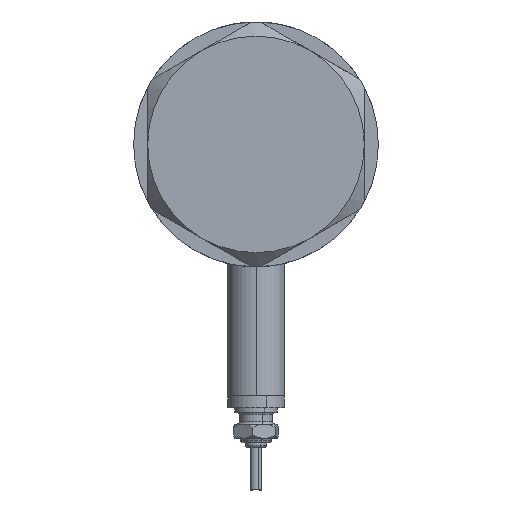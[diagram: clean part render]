
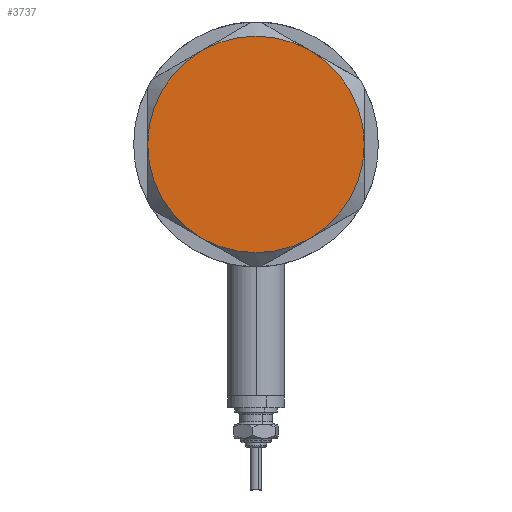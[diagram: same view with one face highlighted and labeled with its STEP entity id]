
A CAD part, left-side view. The second image highlights one B-rep face of the part: STEP entity #3737.
In plain terms, the highlighted face is planar.
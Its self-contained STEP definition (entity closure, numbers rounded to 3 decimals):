
#222 = CIRCLE ( 'NONE', #2054, 23. ) ;
#390 = ORIENTED_EDGE ( 'NONE', *, *, #2309, .T. ) ;
#446 = EDGE_CURVE ( 'NONE', #5275, #2289, #4391, .T. ) ;
#603 = DIRECTION ( 'NONE',  ( 0., 0., 1. ) ) ;
#783 = DIRECTION ( 'NONE',  ( 1., 0., 0. ) ) ;
#932 = DIRECTION ( 'NONE',  ( 1., 0., 0. ) ) ;
#1105 = VERTEX_POINT ( 'NONE', #1119 ) ;
#1119 = CARTESIAN_POINT ( 'NONE',  ( -11.5, 19.919, 9. ) ) ;
#1132 = CIRCLE ( 'NONE', #5524, 23. ) ;
#1203 = EDGE_LOOP ( 'NONE', ( #3985, #5233, #3791, #4630, #4785, #390 ) ) ;
#1246 = CARTESIAN_POINT ( 'NONE',  ( 23., 0., 9. ) ) ;
#1256 = FACE_OUTER_BOUND ( 'NONE', #1203, .T. ) ;
#1569 = CARTESIAN_POINT ( 'NONE',  ( -23., 0., 9. ) ) ;
#1622 = DIRECTION ( 'NONE',  ( 0., 0., 1. ) ) ;
#1802 = PLANE ( 'NONE',  #5437 ) ;
#2054 = AXIS2_PLACEMENT_3D ( 'NONE', #5175, #5202, #4794 ) ;
#2077 = DIRECTION ( 'NONE',  ( 1., 0., 0. ) ) ;
#2133 = DIRECTION ( 'NONE',  ( 1., 0., 0. ) ) ;
#2157 = VERTEX_POINT ( 'NONE', #1569 ) ;
#2289 = VERTEX_POINT ( 'NONE', #1246 ) ;
#2309 = EDGE_CURVE ( 'NONE', #2931, #5275, #1132, .T. ) ;
#2340 = CARTESIAN_POINT ( 'NONE',  ( 0., 0., 9. ) ) ;
#2500 = CIRCLE ( 'NONE', #6081, 23. ) ;
#2762 = VERTEX_POINT ( 'NONE', #5245 ) ;
#2813 = DIRECTION ( 'NONE',  ( 1., 0., 0. ) ) ;
#2843 = EDGE_CURVE ( 'NONE', #2762, #1105, #4420, .T. ) ;
#2849 = AXIS2_PLACEMENT_3D ( 'NONE', #4608, #1622, #2133 ) ;
#2928 = DIRECTION ( 'NONE',  ( 0., 0., 1. ) ) ;
#2931 = VERTEX_POINT ( 'NONE', #2952 ) ;
#2952 = CARTESIAN_POINT ( 'NONE',  ( -11.5, -19.919, 9. ) ) ;
#3213 = CARTESIAN_POINT ( 'NONE',  ( 0., 0., 9. ) ) ;
#3215 = AXIS2_PLACEMENT_3D ( 'NONE', #6237, #2928, #2813 ) ;
#3286 = DIRECTION ( 'NONE',  ( 0., 0., 1. ) ) ;
#3303 = EDGE_CURVE ( 'NONE', #1105, #2157, #222, .T. ) ;
#3698 = AXIS2_PLACEMENT_3D ( 'NONE', #5663, #3286, #5273 ) ;
#3737 = ADVANCED_FACE ( 'NONE', ( #1256 ), #1802, .T. ) ;
#3787 = DIRECTION ( 'NONE',  ( 0., 0., 1. ) ) ;
#3791 = ORIENTED_EDGE ( 'NONE', *, *, #2843, .T. ) ;
#3820 = DIRECTION ( 'NONE',  ( 0., 0., 1. ) ) ;
#3985 = ORIENTED_EDGE ( 'NONE', *, *, #446, .T. ) ;
#4391 = CIRCLE ( 'NONE', #2849, 23. ) ;
#4420 = CIRCLE ( 'NONE', #3698, 23. ) ;
#4608 = CARTESIAN_POINT ( 'NONE',  ( 0., 0., 9. ) ) ;
#4630 = ORIENTED_EDGE ( 'NONE', *, *, #3303, .T. ) ;
#4785 = ORIENTED_EDGE ( 'NONE', *, *, #5811, .T. ) ;
#4794 = DIRECTION ( 'NONE',  ( 1., 0., 0. ) ) ;
#5014 = CARTESIAN_POINT ( 'NONE',  ( 11.5, -19.919, 9. ) ) ;
#5175 = CARTESIAN_POINT ( 'NONE',  ( 0., 0., 9. ) ) ;
#5202 = DIRECTION ( 'NONE',  ( 0., 0., 1. ) ) ;
#5233 = ORIENTED_EDGE ( 'NONE', *, *, #6239, .T. ) ;
#5245 = CARTESIAN_POINT ( 'NONE',  ( 11.5, 19.919, 9. ) ) ;
#5273 = DIRECTION ( 'NONE',  ( 1., 0., 0. ) ) ;
#5275 = VERTEX_POINT ( 'NONE', #5014 ) ;
#5437 = AXIS2_PLACEMENT_3D ( 'NONE', #3213, #3787, #783 ) ;
#5524 = AXIS2_PLACEMENT_3D ( 'NONE', #6053, #603, #2077 ) ;
#5663 = CARTESIAN_POINT ( 'NONE',  ( 0., 0., 9. ) ) ;
#5811 = EDGE_CURVE ( 'NONE', #2157, #2931, #2500, .T. ) ;
#5979 = CIRCLE ( 'NONE', #3215, 23. ) ;
#6053 = CARTESIAN_POINT ( 'NONE',  ( 0., 0., 9. ) ) ;
#6081 = AXIS2_PLACEMENT_3D ( 'NONE', #2340, #3820, #932 ) ;
#6237 = CARTESIAN_POINT ( 'NONE',  ( 0., 0., 9. ) ) ;
#6239 = EDGE_CURVE ( 'NONE', #2289, #2762, #5979, .T. ) ;
